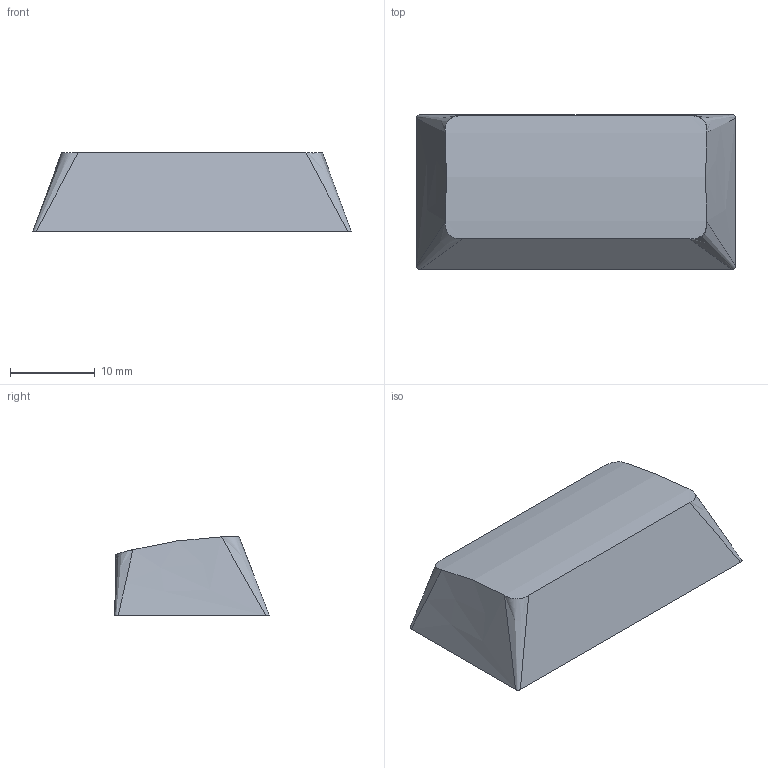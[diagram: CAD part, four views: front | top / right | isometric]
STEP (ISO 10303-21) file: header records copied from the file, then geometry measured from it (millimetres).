
FILE_DESCRIPTION(/* description */ (''),/* implementation_level */ '2;1');
FILE_NAME(/* name */ '2u.step',/* time_stamp */ '2023-02-13T21:16:02+09:00',/* author */ (''),/* organization */ (''),/* preprocessor_version */ 'ST-DEVELOPER v19.2',/* originating_system */ 'Autodesk Translation Framework v11.17.0.187',/* authorisation */ '');
FILE_SCHEMA (('AUTOMOTIVE_DESIGN { 1 0 10303 214 3 1 1 }'));
Length unit declared in the file: millimetre
Products named in the file (1): 2uコンベックス_MJF
Bounding box: 37.5 x 18.2 x 9.3 mm (x, y, z)
Volume: 3692.8 mm3; surface area: 3048.7 mm2
Topology: 1 solids, 1 shells, 154 faces, 366 edges, 222 vertices
Faces by surface type: plane 83, cylinder 49, bspline 18, torus 4
Entity records: 5099 total; most frequent: CARTESIAN_POINT 1589, ORIENTED_EDGE 724, DIRECTION 692, EDGE_CURVE 362, LINE 250, VECTOR 250, VERTEX_POINT 222, AXIS2_PLACEMENT_3D 221
